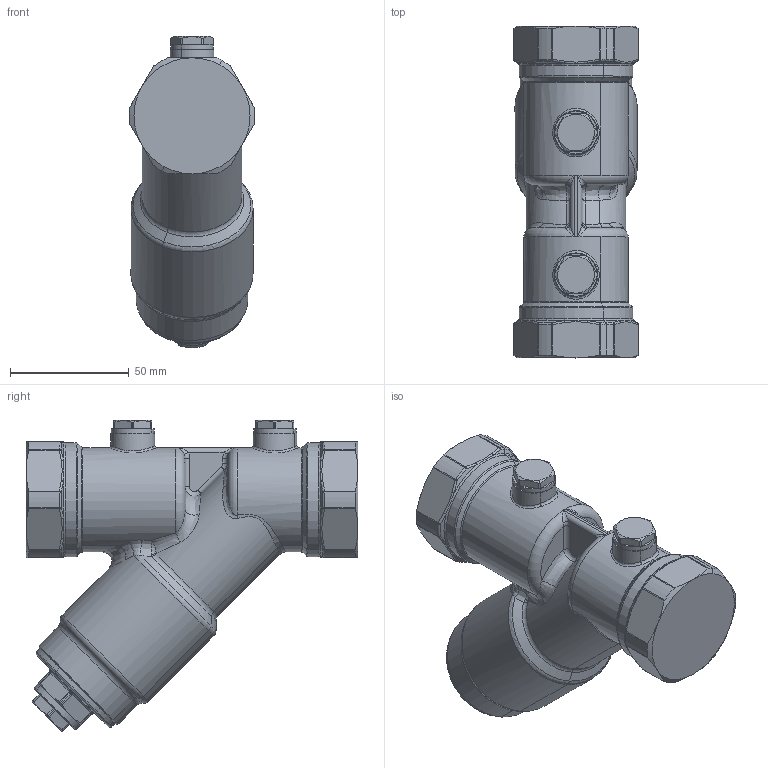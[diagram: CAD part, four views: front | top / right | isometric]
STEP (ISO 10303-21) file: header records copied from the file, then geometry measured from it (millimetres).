
FILE_DESCRIPTION(('CATIA V5 STEP Exchange'),'2;1');
FILE_NAME('STEP_125161_000_-_TST.stp','2019-09-23T07:13:00+00:00',('none'),('none'),'CATIA Version 5-6 Release 2016 SP4','CATIA V5 STEP AP203','none');
FILE_SCHEMA(('CONFIG_CONTROL_DESIGN'));
Length unit declared in the file: millimetre
Products named in the file (1): 125161 - TST
Bounding box: 52.95 x 140 x 131.3 mm (x, y, z)
Volume: 388605.6 mm3; surface area: 43793.6 mm2
Topology: 1 solids, 7 shells, 584 faces, 1361 edges, 758 vertices
Faces by surface type: bspline 207, cylinder 118, cone 91, plane 74, torus 62, sphere 32
Entity records: 29315 total; most frequent: CARTESIAN_POINT 19090, ORIENTED_EDGE 2634, EDGE_CURVE 1317, DIRECTION 1073, VERTEX_POINT 758, B_SPLINE_CURVE_WITH_KNOTS 650, AXIS2_PLACEMENT_3D 648, EDGE_LOOP 601
